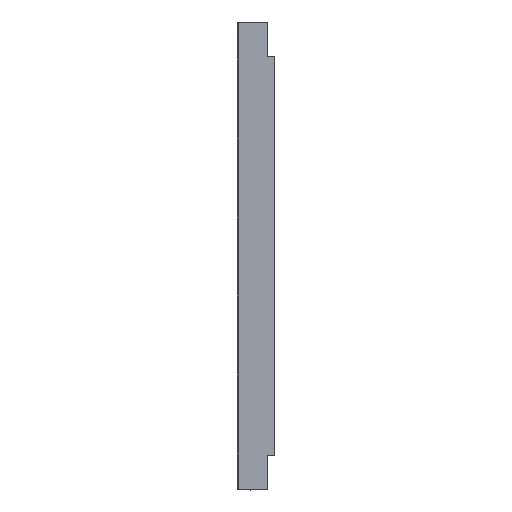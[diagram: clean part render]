
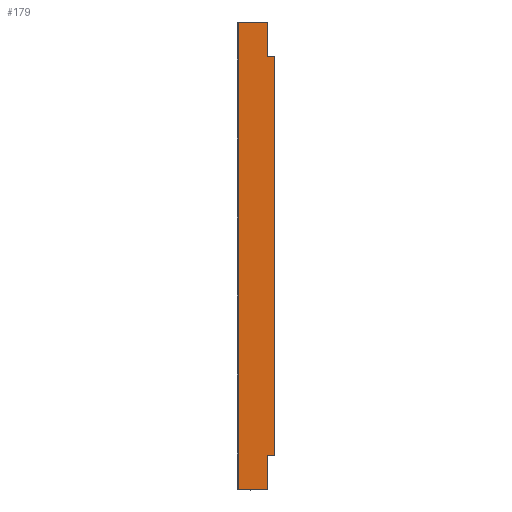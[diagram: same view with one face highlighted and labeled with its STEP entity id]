
A CAD part, top view. The second image highlights one B-rep face of the part: STEP entity #179.
In plain terms, the highlighted planar face has unit normal (0, 0, 1).
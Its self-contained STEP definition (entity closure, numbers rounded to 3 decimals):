
#179=ADVANCED_FACE('',(#355),#356,.T.);
#355=FACE_OUTER_BOUND('',#525,.T.);
#356=PLANE('',#526);
#525=EDGE_LOOP('',(#993,#994,#995,#996,#997,#998,#999,#1000));
#526=AXIS2_PLACEMENT_3D('',#1001,#1002,#1003);
#993=ORIENTED_EDGE('',*,*,#1184,.T.);
#994=ORIENTED_EDGE('',*,*,#1269,.T.);
#995=ORIENTED_EDGE('',*,*,#1270,.F.);
#996=ORIENTED_EDGE('',*,*,#1271,.F.);
#997=ORIENTED_EDGE('',*,*,#1206,.T.);
#998=ORIENTED_EDGE('',*,*,#1203,.T.);
#999=ORIENTED_EDGE('',*,*,#1209,.T.);
#1000=ORIENTED_EDGE('',*,*,#1188,.T.);
#1001=CARTESIAN_POINT('',(38.0,0.0,6.099));
#1002=DIRECTION('',(0.0,0.0,1.0));
#1003=DIRECTION('',(1.0,0.0,0.0));
#1184=EDGE_CURVE('',#1458,#1456,#1459,.T.);
#1188=EDGE_CURVE('',#1464,#1458,#1465,.T.);
#1203=EDGE_CURVE('',#1488,#1486,#1489,.T.);
#1206=EDGE_CURVE('',#1492,#1488,#1493,.T.);
#1209=EDGE_CURVE('',#1486,#1464,#1496,.T.);
#1269=EDGE_CURVE('',#1456,#1582,#1583,.T.);
#1270=EDGE_CURVE('',#1584,#1582,#1585,.T.);
#1271=EDGE_CURVE('',#1492,#1584,#1586,.T.);
#1456=VERTEX_POINT('',#1856);
#1458=VERTEX_POINT('',#1859);
#1459=LINE('',#1860,#1861);
#1464=VERTEX_POINT('',#1868);
#1465=LINE('',#1869,#1870);
#1486=VERTEX_POINT('',#1901);
#1488=VERTEX_POINT('',#1904);
#1489=LINE('',#1905,#1906);
#1492=VERTEX_POINT('',#1910);
#1493=LINE('',#1911,#1912);
#1496=LINE('',#1916,#1917);
#1582=VERTEX_POINT('',#2040);
#1583=LINE('',#2041,#2042);
#1584=VERTEX_POINT('',#2043);
#1585=LINE('',#2044,#2045);
#1586=LINE('',#2046,#2047);
#1856=CARTESIAN_POINT('',(59.0,900.0,6.099));
#1859=CARTESIAN_POINT('',(59.0,834.0,6.099));
#1860=CARTESIAN_POINT('',(59.0,433.5,6.099));
#1861=VECTOR('',#2148,1.0);
#1868=CARTESIAN_POINT('',(73.0,834.0,6.099));
#1869=CARTESIAN_POINT('',(52.0,834.0,6.099));
#1870=VECTOR('',#2151,1.0);
#1901=CARTESIAN_POINT('',(73.0,66.0,6.099));
#1904=CARTESIAN_POINT('',(59.0,66.0,6.099));
#1905=CARTESIAN_POINT('',(52.0,66.0,6.099));
#1906=VECTOR('',#2163,1.0);
#1910=CARTESIAN_POINT('',(59.0,0.0,6.099));
#1911=CARTESIAN_POINT('',(59.0,16.5,6.099));
#1912=VECTOR('',#2165,1.0);
#1916=CARTESIAN_POINT('',(73.0,0.0,6.099));
#1917=VECTOR('',#2167,1.0);
#2040=CARTESIAN_POINT('',(3.0,900.0,6.099));
#2041=CARTESIAN_POINT('',(73.0,900.0,6.099));
#2042=VECTOR('',#2223,1.0);
#2043=CARTESIAN_POINT('',(3.0,0.0,6.099));
#2044=CARTESIAN_POINT('',(3.0,0.0,6.099));
#2045=VECTOR('',#2224,1.0);
#2046=CARTESIAN_POINT('',(73.0,0.0,6.099));
#2047=VECTOR('',#2225,1.0);
#2148=DIRECTION('',(0.0,1.0,0.0));
#2151=DIRECTION('',(-1.0,0.0,0.0));
#2163=DIRECTION('',(1.0,0.0,0.0));
#2165=DIRECTION('',(0.0,1.0,0.0));
#2167=DIRECTION('',(0.0,1.0,0.0));
#2223=DIRECTION('',(-1.0,0.0,0.0));
#2224=DIRECTION('',(0.0,1.0,0.0));
#2225=DIRECTION('',(-1.0,0.0,0.0));
